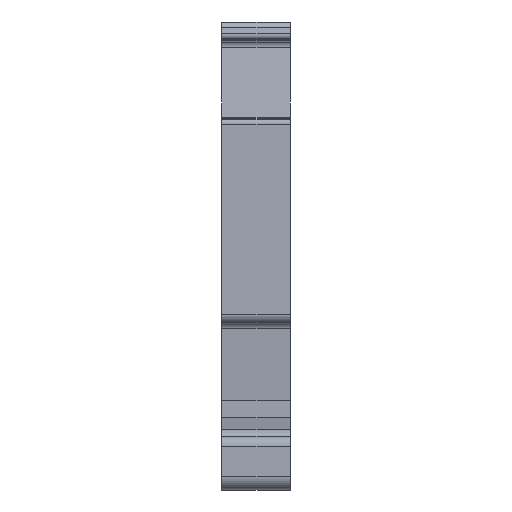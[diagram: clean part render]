
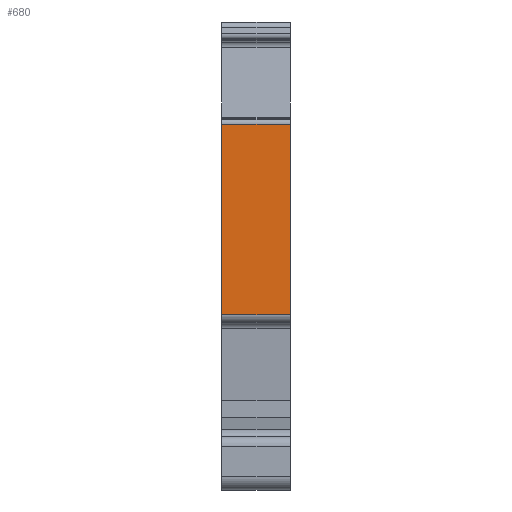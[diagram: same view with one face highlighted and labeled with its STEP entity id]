
A CAD part, left-side view. The second image highlights one B-rep face of the part: STEP entity #680.
In plain terms, the highlighted planar face has unit normal (-1, 0, 0).
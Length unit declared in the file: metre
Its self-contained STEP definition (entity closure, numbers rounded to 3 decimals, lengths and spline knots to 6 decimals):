
#680 = ADVANCED_FACE( 'NONE', ( #1402 ), #1403, .T. );
#1402 = FACE_OUTER_BOUND( '', #2154, .T. );
#1403 = PLANE( '', #2155 );
#2154 = EDGE_LOOP( '', ( #4200, #4201, #4202, #4203 ) );
#2155 = AXIS2_PLACEMENT_3D( '', #4204, #4205, #4206 );
#4200 = ORIENTED_EDGE( '', *, *, #4864, .F. );
#4201 = ORIENTED_EDGE( '', *, *, #5503, .T. );
#4202 = ORIENTED_EDGE( '', *, *, #4722, .T. );
#4203 = ORIENTED_EDGE( '', *, *, #5191, .F. );
#4204 = CARTESIAN_POINT( '', ( -0.0244, 0.07517, 0.0115 ) );
#4205 = DIRECTION( '', ( -1., 0., 0. ) );
#4206 = DIRECTION( '', ( 0., 1., 0. ) );
#4722 = EDGE_CURVE( 'NONE', #5729, #5730, #5731, .T. );
#4864 = EDGE_CURVE( 'NONE', #5976, #5978, #5979, .T. );
#5191 = EDGE_CURVE( 'NONE', #5978, #5730, #6495, .T. );
#5503 = EDGE_CURVE( 'NONE', #5976, #5729, #6897, .T. );
#5729 = VERTEX_POINT( 'NONE', #7177 );
#5730 = VERTEX_POINT( 'NONE', #7178 );
#5731 = LINE( '', #7179, #7180 );
#5976 = VERTEX_POINT( 'NONE', #7505 );
#5978 = VERTEX_POINT( 'NONE', #7507 );
#5979 = LINE( '', #7508, #7509 );
#6495 = LINE( '', #8205, #8206 );
#6897 = LINE( '', #8748, #8749 );
#7177 = CARTESIAN_POINT( '', ( -0.0244, 0.00515, -0.00285 ) );
#7178 = CARTESIAN_POINT( '', ( -0.0244, 0., -0.00285 ) );
#7179 = CARTESIAN_POINT( '', ( -0.0244, 0.07517, -0.00285 ) );
#7180 = VECTOR( '', #8954, 1. );
#7505 = CARTESIAN_POINT( '', ( -0.0244, 0.00515, 0.0115 ) );
#7507 = CARTESIAN_POINT( '', ( -0.0244, 0., 0.0115 ) );
#7508 = CARTESIAN_POINT( '', ( -0.0244, 0.07517, 0.0115 ) );
#7509 = VECTOR( '', #9137, 1. );
#8205 = CARTESIAN_POINT( '', ( -0.0244, 0., 0.0115 ) );
#8206 = VECTOR( '', #9540, 1. );
#8748 = CARTESIAN_POINT( '', ( -0.0244, 0.00515, 0.0115 ) );
#8749 = VECTOR( '', #9924, 1. );
#8954 = DIRECTION( '', ( 0., -1., 0. ) );
#9137 = DIRECTION( '', ( 0., -1., 0. ) );
#9540 = DIRECTION( '', ( 0., 0., -1. ) );
#9924 = DIRECTION( '', ( 0., 0., -1. ) );
